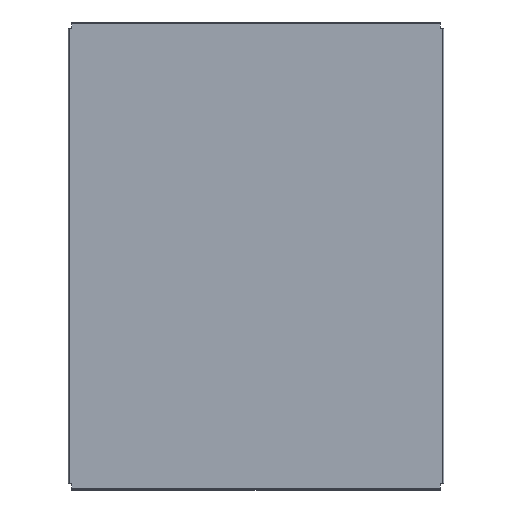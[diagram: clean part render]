
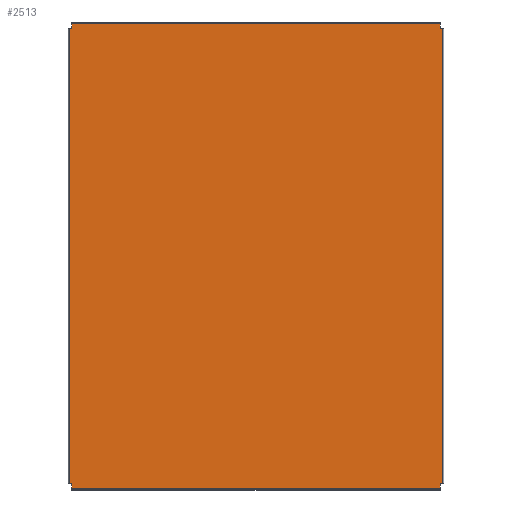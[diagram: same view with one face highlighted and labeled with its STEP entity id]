
A CAD part, top view. The second image highlights one B-rep face of the part: STEP entity #2513.
In plain terms, the highlighted planar face has unit normal (0, 0, 1).
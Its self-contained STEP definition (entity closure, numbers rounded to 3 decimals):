
#187 = EDGE_CURVE ( 'NONE', #1664, #1112, #740, .T. ) ;
#188 = EDGE_CURVE ( 'NONE', #1664, #1377, #730, .T. ) ;
#189 = EDGE_CURVE ( 'NONE', #1662, #1377, #744, .T. ) ;
#190 = EDGE_CURVE ( 'NONE', #1663, #1662, #746, .T. ) ;
#191 = EDGE_CURVE ( 'NONE', #1107, #1663, #748, .T. ) ;
#192 = EDGE_CURVE ( 'NONE', #1107, #1380, #750, .T. ) ;
#193 = EDGE_CURVE ( 'NONE', #1108, #1380, #752, .T. ) ;
#194 = EDGE_CURVE ( 'NONE', #1108, #1382, #754, .T. ) ;
#195 = EDGE_CURVE ( 'NONE', #1383, #1382, #756, .T. ) ;
#196 = EDGE_CURVE ( 'NONE', #1379, #1383, #758, .T. ) ;
#197 = EDGE_CURVE ( 'NONE', #1111, #1379, #760, .T. ) ;
#198 = EDGE_CURVE ( 'NONE', #1111, #1112, #762, .T. ) ;
#730 = LINE ( 'NONE', #1834, #745 ) ;
#740 = LINE ( 'NONE', #1861, #743 ) ;
#743 = VECTOR ( 'NONE', #1858, 1000. ) ;
#744 = LINE ( 'NONE', #1853, #747 ) ;
#745 = VECTOR ( 'NONE', #1856, 1000. ) ;
#746 = LINE ( 'NONE', #2385, #749 ) ;
#747 = VECTOR ( 'NONE', #2386, 1000. ) ;
#748 = LINE ( 'NONE', #2379, #751 ) ;
#749 = VECTOR ( 'NONE', #2382, 1000. ) ;
#750 = LINE ( 'NONE', #2384, #753 ) ;
#751 = VECTOR ( 'NONE', #2377, 1000. ) ;
#752 = LINE ( 'NONE', #2368, #755 ) ;
#753 = VECTOR ( 'NONE', #2369, 1000. ) ;
#754 = LINE ( 'NONE', #2363, #757 ) ;
#755 = VECTOR ( 'NONE', #2366, 1000. ) ;
#756 = LINE ( 'NONE', #2361, #759 ) ;
#757 = VECTOR ( 'NONE', #2362, 1000. ) ;
#758 = LINE ( 'NONE', #2357, #761 ) ;
#759 = VECTOR ( 'NONE', #2355, 1000. ) ;
#760 = LINE ( 'NONE', #2354, #763 ) ;
#761 = VECTOR ( 'NONE', #2356, 1000. ) ;
#762 = LINE ( 'NONE', #2348, #765 ) ;
#763 = VECTOR ( 'NONE', #2353, 1000. ) ;
#765 = VECTOR ( 'NONE', #2347, 1000. ) ;
#1013 = FACE_OUTER_BOUND ( 'NONE', #1556, .T. ) ;
#1107 = VERTEX_POINT ( 'NONE', #3035 ) ;
#1108 = VERTEX_POINT ( 'NONE', #3034 ) ;
#1111 = VERTEX_POINT ( 'NONE', #3030 ) ;
#1112 = VERTEX_POINT ( 'NONE', #3029 ) ;
#1334 = AXIS2_PLACEMENT_3D ( 'NONE', #2160, #2148, #2938 ) ;
#1377 = VERTEX_POINT ( 'NONE', #3027 ) ;
#1379 = VERTEX_POINT ( 'NONE', #3036 ) ;
#1380 = VERTEX_POINT ( 'NONE', #3026 ) ;
#1382 = VERTEX_POINT ( 'NONE', #3024 ) ;
#1383 = VERTEX_POINT ( 'NONE', #3023 ) ;
#1424 = ORIENTED_EDGE ( 'NONE', *, *, #198, .F. ) ;
#1425 = ORIENTED_EDGE ( 'NONE', *, *, #191, .T. ) ;
#1462 = ORIENTED_EDGE ( 'NONE', *, *, #197, .T. ) ;
#1463 = ORIENTED_EDGE ( 'NONE', *, *, #190, .T. ) ;
#1500 = ORIENTED_EDGE ( 'NONE', *, *, #196, .T. ) ;
#1501 = ORIENTED_EDGE ( 'NONE', *, *, #189, .T. ) ;
#1538 = ORIENTED_EDGE ( 'NONE', *, *, #195, .T. ) ;
#1539 = ORIENTED_EDGE ( 'NONE', *, *, #188, .F. ) ;
#1556 = EDGE_LOOP ( 'NONE', ( #1424, #1462, #1500, #1538, #1576, #1614, #1652, #1425, #1463, #1501, #1539, #1577 ) ) ;
#1576 = ORIENTED_EDGE ( 'NONE', *, *, #194, .F. ) ;
#1577 = ORIENTED_EDGE ( 'NONE', *, *, #187, .T. ) ;
#1614 = ORIENTED_EDGE ( 'NONE', *, *, #193, .T. ) ;
#1652 = ORIENTED_EDGE ( 'NONE', *, *, #192, .F. ) ;
#1662 = VERTEX_POINT ( 'NONE', #2988 ) ;
#1663 = VERTEX_POINT ( 'NONE', #2987 ) ;
#1664 = VERTEX_POINT ( 'NONE', #2984 ) ;
#1834 = CARTESIAN_POINT ( 'NONE',  ( -342., 431.5, 2. ) ) ;
#1853 = CARTESIAN_POINT ( 'NONE',  ( 342., 432.5, 2. ) ) ;
#1856 = DIRECTION ( 'NONE',  ( 1., 0., 0. ) ) ;
#1858 = DIRECTION ( 'NONE',  ( 0., -1., 0. ) ) ;
#1861 = CARTESIAN_POINT ( 'NONE',  ( -342., 432.5, 2. ) ) ;
#2148 = DIRECTION ( 'NONE',  ( 0., 0., 1. ) ) ;
#2153 = PLANE ( 'NONE',  #1334 ) ;
#2160 = CARTESIAN_POINT ( 'NONE',  ( -342., -432.5, 2. ) ) ;
#2347 = DIRECTION ( 'NONE',  ( 1., 0., 0. ) ) ;
#2348 = CARTESIAN_POINT ( 'NONE',  ( -347., 422.5, 2. ) ) ;
#2353 = DIRECTION ( 'NONE',  ( 0., -1., 0. ) ) ;
#2354 = CARTESIAN_POINT ( 'NONE',  ( -346., 422.5, 2. ) ) ;
#2355 = DIRECTION ( 'NONE',  ( 0., -1., 0. ) ) ;
#2356 = DIRECTION ( 'NONE',  ( 1., 0., 0. ) ) ;
#2357 = CARTESIAN_POINT ( 'NONE',  ( -347., -422.5, 2. ) ) ;
#2361 = CARTESIAN_POINT ( 'NONE',  ( -342., 432.5, 2. ) ) ;
#2362 = DIRECTION ( 'NONE',  ( -1., 0., 0. ) ) ;
#2363 = CARTESIAN_POINT ( 'NONE',  ( 342., -431.5, 2. ) ) ;
#2366 = DIRECTION ( 'NONE',  ( 0., 1., 0. ) ) ;
#2368 = CARTESIAN_POINT ( 'NONE',  ( 342., 432.5, 2. ) ) ;
#2369 = DIRECTION ( 'NONE',  ( -1., 0., 0. ) ) ;
#2377 = DIRECTION ( 'NONE',  ( 0., 1., 0. ) ) ;
#2379 = CARTESIAN_POINT ( 'NONE',  ( 346., -422.5, 2. ) ) ;
#2382 = DIRECTION ( 'NONE',  ( -1., 0., 0. ) ) ;
#2384 = CARTESIAN_POINT ( 'NONE',  ( 347., -422.5, 2. ) ) ;
#2385 = CARTESIAN_POINT ( 'NONE',  ( 347., 422.5, 2. ) ) ;
#2386 = DIRECTION ( 'NONE',  ( 0., 1., 0. ) ) ;
#2513 = ADVANCED_FACE ( 'NONE', ( #1013 ), #2153, .T. ) ;
#2938 = DIRECTION ( 'NONE',  ( 1., 0., 0. ) ) ;
#2984 = CARTESIAN_POINT ( 'NONE',  ( -342., 431.5, 2. ) ) ;
#2987 = CARTESIAN_POINT ( 'NONE',  ( 346., 422.5, 2. ) ) ;
#2988 = CARTESIAN_POINT ( 'NONE',  ( 342., 422.5, 2. ) ) ;
#3023 = CARTESIAN_POINT ( 'NONE',  ( -342., -422.5, 2. ) ) ;
#3024 = CARTESIAN_POINT ( 'NONE',  ( -342., -431.5, 2. ) ) ;
#3026 = CARTESIAN_POINT ( 'NONE',  ( 342., -422.5, 2. ) ) ;
#3027 = CARTESIAN_POINT ( 'NONE',  ( 342., 431.5, 2. ) ) ;
#3029 = CARTESIAN_POINT ( 'NONE',  ( -342., 422.5, 2. ) ) ;
#3030 = CARTESIAN_POINT ( 'NONE',  ( -346., 422.5, 2. ) ) ;
#3034 = CARTESIAN_POINT ( 'NONE',  ( 342., -431.5, 2. ) ) ;
#3035 = CARTESIAN_POINT ( 'NONE',  ( 346., -422.5, 2. ) ) ;
#3036 = CARTESIAN_POINT ( 'NONE',  ( -346., -422.5, 2. ) ) ;
